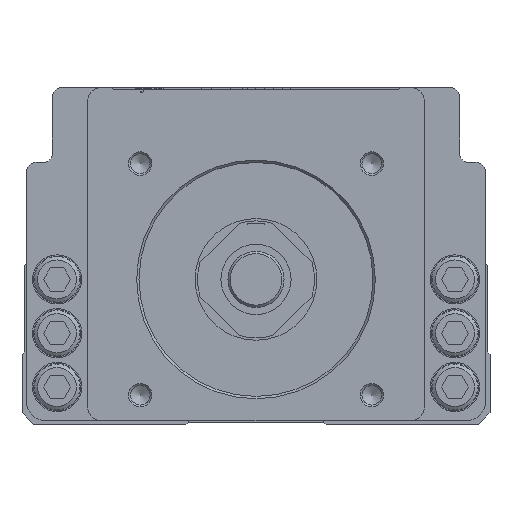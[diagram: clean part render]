
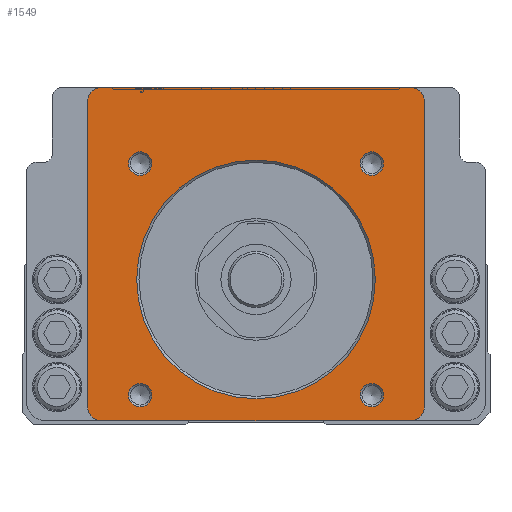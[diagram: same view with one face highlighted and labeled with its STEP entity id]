
A CAD part, front view. The second image highlights one B-rep face of the part: STEP entity #1549.
In plain terms, the highlighted face is planar.
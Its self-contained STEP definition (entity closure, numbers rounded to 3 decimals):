
#388=FACE_BOUND('',#4411,.T.);
#389=FACE_BOUND('',#4412,.T.);
#390=FACE_BOUND('',#4413,.T.);
#391=FACE_BOUND('',#4414,.T.);
#392=FACE_BOUND('',#4415,.T.);
#393=FACE_BOUND('',#4416,.T.);
#1549=ADVANCED_FACE('',(#388,#389,#390,#391,#392,#393),#2712,.T.);
#2712=PLANE('',#20521);
#4411=EDGE_LOOP('',(#7001));
#4412=EDGE_LOOP('',(#7002));
#4413=EDGE_LOOP('',(#7003));
#4414=EDGE_LOOP('',(#7004));
#4415=EDGE_LOOP('',(#7005));
#4416=EDGE_LOOP('',(#7006,#7007,#7008,#7009,#7010,#7011,#7012,#7013));
#5998=CIRCLE('',#20491,3.);
#6000=CIRCLE('',#20495,3.);
#6011=CIRCLE('',#20514,25.5);
#6012=CIRCLE('',#20515,2.5);
#6013=CIRCLE('',#20516,2.5);
#6014=CIRCLE('',#20517,2.5);
#6015=CIRCLE('',#20518,2.5);
#6016=CIRCLE('',#20519,3.);
#6017=CIRCLE('',#20520,3.);
#7001=ORIENTED_EDGE('',*,*,#14118,.T.);
#7002=ORIENTED_EDGE('',*,*,#14119,.T.);
#7003=ORIENTED_EDGE('',*,*,#14120,.T.);
#7004=ORIENTED_EDGE('',*,*,#14121,.T.);
#7005=ORIENTED_EDGE('',*,*,#14122,.T.);
#7006=ORIENTED_EDGE('',*,*,#14052,.T.);
#7007=ORIENTED_EDGE('',*,*,#14123,.T.);
#7008=ORIENTED_EDGE('',*,*,#14078,.T.);
#7009=ORIENTED_EDGE('',*,*,#14086,.T.);
#7010=ORIENTED_EDGE('',*,*,#14020,.T.);
#7011=ORIENTED_EDGE('',*,*,#14088,.T.);
#7012=ORIENTED_EDGE('',*,*,#14073,.T.);
#7013=ORIENTED_EDGE('',*,*,#14124,.T.);
#12101=VERTEX_POINT('',#28312);
#12102=VERTEX_POINT('',#28314);
#12125=VERTEX_POINT('',#28439);
#12126=VERTEX_POINT('',#28441);
#12144=VERTEX_POINT('',#28482);
#12145=VERTEX_POINT('',#28484);
#12148=VERTEX_POINT('',#28493);
#12149=VERTEX_POINT('',#28494);
#12166=VERTEX_POINT('',#28562);
#12167=VERTEX_POINT('',#28564);
#12168=VERTEX_POINT('',#28566);
#12169=VERTEX_POINT('',#28568);
#12170=VERTEX_POINT('',#28570);
#14020=EDGE_CURVE('',#12102,#12101,#16574,.T.);
#14052=EDGE_CURVE('',#12126,#12125,#16588,.T.);
#14073=EDGE_CURVE('',#12145,#12144,#16604,.T.);
#14078=EDGE_CURVE('',#12148,#12149,#16608,.T.);
#14086=EDGE_CURVE('',#12149,#12102,#5998,.T.);
#14088=EDGE_CURVE('',#12101,#12145,#6000,.T.);
#14118=EDGE_CURVE('',#12166,#12166,#6011,.T.);
#14119=EDGE_CURVE('',#12167,#12167,#6012,.T.);
#14120=EDGE_CURVE('',#12168,#12168,#6013,.T.);
#14121=EDGE_CURVE('',#12169,#12169,#6014,.T.);
#14122=EDGE_CURVE('',#12170,#12170,#6015,.T.);
#14123=EDGE_CURVE('',#12125,#12148,#6016,.T.);
#14124=EDGE_CURVE('',#12144,#12126,#6017,.T.);
#16574=LINE('',#28313,#18503);
#16588=LINE('',#28440,#18517);
#16604=LINE('',#28483,#18533);
#16608=LINE('',#28492,#18537);
#18503=VECTOR('',#22590,1.);
#18517=VECTOR('',#22638,1.);
#18533=VECTOR('',#22670,1.);
#18537=VECTOR('',#22678,1.);
#20491=AXIS2_PLACEMENT_3D('',#28505,#22691,#22692);
#20495=AXIS2_PLACEMENT_3D('',#28509,#22699,#22700);
#20514=AXIS2_PLACEMENT_3D('',#28561,#22756,#22757);
#20515=AXIS2_PLACEMENT_3D('',#28563,#22758,#22759);
#20516=AXIS2_PLACEMENT_3D('',#28565,#22760,#22761);
#20517=AXIS2_PLACEMENT_3D('',#28567,#22762,#22763);
#20518=AXIS2_PLACEMENT_3D('',#28569,#22764,#22765);
#20519=AXIS2_PLACEMENT_3D('',#28571,#22766,#22767);
#20520=AXIS2_PLACEMENT_3D('',#28572,#22768,#22769);
#20521=AXIS2_PLACEMENT_3D('',#28573,#22770,#22771);
#22590=DIRECTION('',(-1.,0.,0.));
#22638=DIRECTION('',(1.,0.,0.));
#22670=DIRECTION('',(0.,0.,-1.));
#22678=DIRECTION('',(0.,0.,1.));
#22691=DIRECTION('',(0.,-1.,0.));
#22692=DIRECTION('',(0.,0.,-1.));
#22699=DIRECTION('',(0.,-1.,0.));
#22700=DIRECTION('',(0.,0.,-1.));
#22756=DIRECTION('',(0.,1.,0.));
#22757=DIRECTION('',(0.,0.,-1.));
#22758=DIRECTION('',(0.,1.,0.));
#22759=DIRECTION('',(0.,0.,-1.));
#22760=DIRECTION('',(0.,1.,0.));
#22761=DIRECTION('',(0.,0.,-1.));
#22762=DIRECTION('',(0.,1.,0.));
#22763=DIRECTION('',(0.,0.,-1.));
#22764=DIRECTION('',(0.,1.,0.));
#22765=DIRECTION('',(0.,0.,-1.));
#22766=DIRECTION('',(0.,-1.,0.));
#22767=DIRECTION('',(0.,0.,-1.));
#22768=DIRECTION('',(0.,-1.,0.));
#22769=DIRECTION('',(0.,0.,-1.));
#22770=DIRECTION('',(0.,-1.,0.));
#22771=DIRECTION('',(0.,0.,1.));
#28312=CARTESIAN_POINT('',(-33.,-299.9,17.));
#28313=CARTESIAN_POINT('',(33.,-299.9,17.));
#28314=CARTESIAN_POINT('',(33.,-299.9,17.));
#28439=CARTESIAN_POINT('',(33.,-299.9,-54.2));
#28440=CARTESIAN_POINT('',(-49.,-299.9,-54.2));
#28441=CARTESIAN_POINT('',(-33.,-299.9,-54.2));
#28482=CARTESIAN_POINT('',(-36.,-299.9,-51.2));
#28483=CARTESIAN_POINT('',(-36.,-299.9,12.));
#28484=CARTESIAN_POINT('',(-36.,-299.9,14.));
#28492=CARTESIAN_POINT('',(36.,-299.9,-54.5));
#28493=CARTESIAN_POINT('',(36.,-299.9,-51.2));
#28494=CARTESIAN_POINT('',(36.,-299.9,14.));
#28505=CARTESIAN_POINT('',(33.,-299.9,14.));
#28509=CARTESIAN_POINT('',(-33.,-299.9,14.));
#28561=CARTESIAN_POINT('',(0.,-299.9,-24.));
#28562=CARTESIAN_POINT('',(0.,-299.9,-49.5));
#28563=CARTESIAN_POINT('',(-24.749,-299.9,-48.749));
#28564=CARTESIAN_POINT('',(-24.749,-299.9,-51.249));
#28565=CARTESIAN_POINT('',(-24.749,-299.9,0.749));
#28566=CARTESIAN_POINT('',(-24.749,-299.9,-1.751));
#28567=CARTESIAN_POINT('',(24.749,-299.9,0.749));
#28568=CARTESIAN_POINT('',(24.749,-299.9,-1.751));
#28569=CARTESIAN_POINT('',(24.749,-299.9,-48.749));
#28570=CARTESIAN_POINT('',(24.749,-299.9,-51.249));
#28571=CARTESIAN_POINT('',(33.,-299.9,-51.2));
#28572=CARTESIAN_POINT('',(-33.,-299.9,-51.2));
#28573=CARTESIAN_POINT('',(-33.,-299.9,12.));
